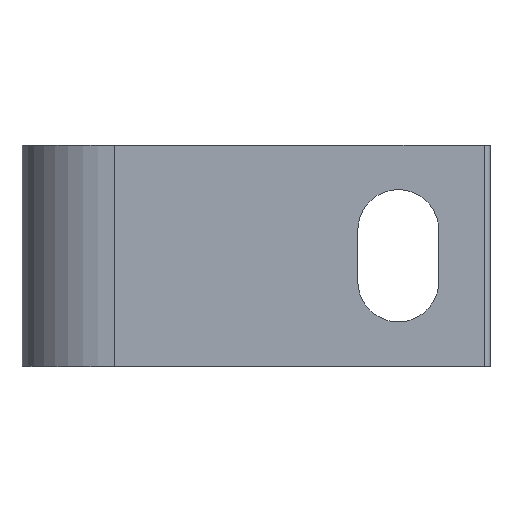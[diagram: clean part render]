
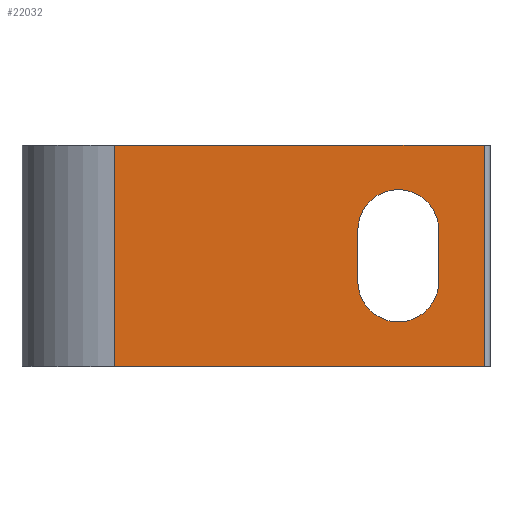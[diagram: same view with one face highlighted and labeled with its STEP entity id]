
A CAD part, top view. The second image highlights one B-rep face of the part: STEP entity #22032.
In plain terms, the highlighted planar face has unit normal (0, 0, 1).
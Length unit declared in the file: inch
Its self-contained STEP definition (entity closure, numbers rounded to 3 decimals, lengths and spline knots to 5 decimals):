
#22 = VERTEX_POINT ( 'NONE', #18798 ) ;
#737 = DIRECTION ( 'NONE',  ( 1., 0., 0. ) ) ;
#1452 = VECTOR ( 'NONE', #3526, 39.37008 ) ;
#1619 = AXIS2_PLACEMENT_3D ( 'NONE', #21665, #7147, #24214 ) ;
#2295 = CARTESIAN_POINT ( 'NONE',  ( 0.97681, -0.5905, 0.75 ) ) ;
#2586 = CARTESIAN_POINT ( 'NONE',  ( 0.231, 0.5905, 0.75 ) ) ;
#3526 = DIRECTION ( 'NONE',  ( 0., 1., 0. ) ) ;
#3672 = LINE ( 'NONE', #8827, #18951 ) ;
#3842 = ORIENTED_EDGE ( 'NONE', *, *, #18612, .T. ) ;
#4586 = CARTESIAN_POINT ( 'NONE',  ( 0.97681, -0.137, 0.75 ) ) ;
#7121 = LINE ( 'NONE', #15495, #28877 ) ;
#7136 = VERTEX_POINT ( 'NONE', #18075 ) ;
#7147 = DIRECTION ( 'NONE',  ( 0., 0., 1. ) ) ;
#8818 = DIRECTION ( 'NONE',  ( 0., 0., -1. ) ) ;
#8827 = CARTESIAN_POINT ( 'NONE',  ( 0.54381, -0.5905, 0.75 ) ) ;
#8957 = LINE ( 'NONE', #2295, #21556 ) ;
#9058 = CARTESIAN_POINT ( 'NONE',  ( 0.54381, -0.137, 0.75 ) ) ;
#9275 = CARTESIAN_POINT ( 'NONE',  ( -0.5, -0.5905, 0.75 ) ) ;
#9802 = ORIENTED_EDGE ( 'NONE', *, *, #29353, .F. ) ;
#11163 = CARTESIAN_POINT ( 'NONE',  ( 0.76031, 0.137, 0.75 ) ) ;
#12141 = EDGE_LOOP ( 'NONE', ( #14688, #14505, #20109, #3842 ) ) ;
#13247 = DIRECTION ( 'NONE',  ( 0., 1., 0. ) ) ;
#13418 = DIRECTION ( 'NONE',  ( 1., 0., 0. ) ) ;
#14311 = CIRCLE ( 'NONE', #28596, 0.2165 ) ;
#14505 = ORIENTED_EDGE ( 'NONE', *, *, #14820, .T. ) ;
#14688 = ORIENTED_EDGE ( 'NONE', *, *, #31692, .T. ) ;
#14693 = VERTEX_POINT ( 'NONE', #9058 ) ;
#14784 = DIRECTION ( 'NONE',  ( -1., 0., 0. ) ) ;
#14820 = EDGE_CURVE ( 'NONE', #20991, #16215, #8957, .T. ) ;
#15121 = AXIS2_PLACEMENT_3D ( 'NONE', #17709, #24960, #737 ) ;
#15495 = CARTESIAN_POINT ( 'NONE',  ( 1.219, -0.5905, 0.75 ) ) ;
#15503 = CARTESIAN_POINT ( 'NONE',  ( -0.757, -0.5905, 0.75 ) ) ;
#16215 = VERTEX_POINT ( 'NONE', #4586 ) ;
#16616 = EDGE_CURVE ( 'NONE', #25188, #21350, #27405, .T. ) ;
#17503 = ORIENTED_EDGE ( 'NONE', *, *, #20609, .T. ) ;
#17709 = CARTESIAN_POINT ( 'NONE',  ( 0.76031, -0.137, 0.75 ) ) ;
#17839 = EDGE_CURVE ( 'NONE', #27033, #22, #7121, .T. ) ;
#17978 = LINE ( 'NONE', #9275, #30187 ) ;
#18075 = CARTESIAN_POINT ( 'NONE',  ( 0.54381, 0.137, 0.75 ) ) ;
#18307 = VECTOR ( 'NONE', #14784, 39.37008 ) ;
#18612 = EDGE_CURVE ( 'NONE', #14693, #7136, #3672, .T. ) ;
#18631 = EDGE_LOOP ( 'NONE', ( #9802, #20932, #17503, #28294 ) ) ;
#18718 = LINE ( 'NONE', #2586, #18307 ) ;
#18798 = CARTESIAN_POINT ( 'NONE',  ( 1.219, 0.5905, 0.75 ) ) ;
#18910 = FACE_BOUND ( 'NONE', #12141, .T. ) ;
#18951 = VECTOR ( 'NONE', #26062, 39.37008 ) ;
#19273 = EDGE_CURVE ( 'NONE', #16215, #14693, #23102, .T. ) ;
#20109 = ORIENTED_EDGE ( 'NONE', *, *, #19273, .T. ) ;
#20609 = EDGE_CURVE ( 'NONE', #22, #21350, #18718, .T. ) ;
#20932 = ORIENTED_EDGE ( 'NONE', *, *, #17839, .T. ) ;
#20991 = VERTEX_POINT ( 'NONE', #21621 ) ;
#21350 = VERTEX_POINT ( 'NONE', #25519 ) ;
#21556 = VECTOR ( 'NONE', #26401, 39.37008 ) ;
#21621 = CARTESIAN_POINT ( 'NONE',  ( 0.97681, 0.137, 0.75 ) ) ;
#21665 = CARTESIAN_POINT ( 'NONE',  ( 0.231, -0.5905, 0.75 ) ) ;
#22032 = ADVANCED_FACE ( 'NONE', ( #18910, #29578 ), #24423, .T. ) ;
#23102 = CIRCLE ( 'NONE', #15121, 0.2165 ) ;
#24214 = DIRECTION ( 'NONE',  ( 1., 0., 0. ) ) ;
#24423 = PLANE ( 'NONE',  #1619 ) ;
#24960 = DIRECTION ( 'NONE',  ( 0., 0., -1. ) ) ;
#25188 = VERTEX_POINT ( 'NONE', #27527 ) ;
#25519 = CARTESIAN_POINT ( 'NONE',  ( -0.757, 0.5905, 0.75 ) ) ;
#26062 = DIRECTION ( 'NONE',  ( 0., 1., 0. ) ) ;
#26401 = DIRECTION ( 'NONE',  ( 0., -1., 0. ) ) ;
#27033 = VERTEX_POINT ( 'NONE', #31576 ) ;
#27405 = LINE ( 'NONE', #15503, #1452 ) ;
#27527 = CARTESIAN_POINT ( 'NONE',  ( -0.757, -0.5905, 0.75 ) ) ;
#28294 = ORIENTED_EDGE ( 'NONE', *, *, #16616, .F. ) ;
#28596 = AXIS2_PLACEMENT_3D ( 'NONE', #11163, #8818, #13418 ) ;
#28753 = DIRECTION ( 'NONE',  ( -1., 0., 0. ) ) ;
#28877 = VECTOR ( 'NONE', #13247, 39.37008 ) ;
#29353 = EDGE_CURVE ( 'NONE', #27033, #25188, #17978, .T. ) ;
#29578 = FACE_OUTER_BOUND ( 'NONE', #18631, .T. ) ;
#30187 = VECTOR ( 'NONE', #28753, 39.37008 ) ;
#31576 = CARTESIAN_POINT ( 'NONE',  ( 1.219, -0.5905, 0.75 ) ) ;
#31692 = EDGE_CURVE ( 'NONE', #7136, #20991, #14311, .T. ) ;
